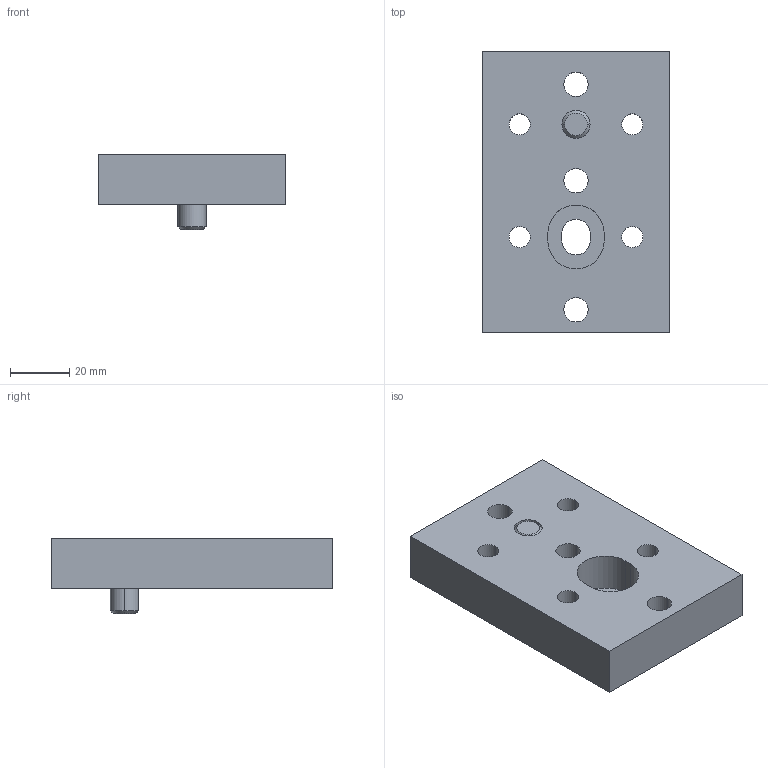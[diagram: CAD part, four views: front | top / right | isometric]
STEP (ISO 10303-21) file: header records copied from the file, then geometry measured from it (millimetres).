
FILE_DESCRIPTION (( 'STEP AP214' ), '1' );
FILE_NAME ('D1300235-v2 aLIGO Pcal Tooling, Periscope Stabilizing Mount.STEP', '2013-03-19T03:27:43', ( 'ligo' ), ( '' ), 'SwSTEP 2.0', 'SolidWorks 2013', '' );
FILE_SCHEMA (( 'AUTOMOTIVE_DESIGN' ));
Length unit declared in the file: inch
Products named in the file (1): D1300235-v2 aLIGO Pcal Tooling, Periscope Stabilizing Mount
Bounding box: 63.5 x 95.25 x 25.4 mm (x, y, z)
Volume: 89924.7 mm3; surface area: 22854.3 mm2
Topology: 2 solids, 2 shells, 56 faces, 136 edges, 88 vertices
Faces by surface type: cylinder 32, plane 16, cone 8
Entity records: 1951 total; most frequent: CARTESIAN_POINT 429, DIRECTION 314, ORIENTED_EDGE 272, EDGE_CURVE 136, AXIS2_PLACEMENT_3D 125, VERTEX_POINT 88, EDGE_LOOP 82, CIRCLE 68
